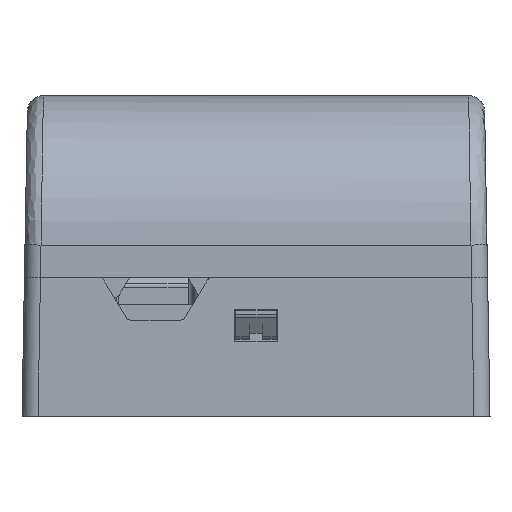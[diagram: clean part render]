
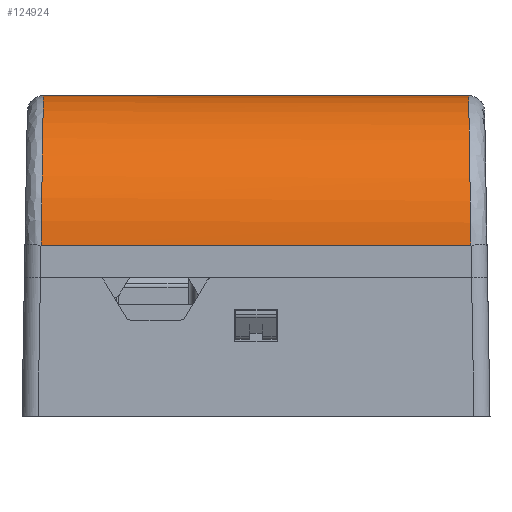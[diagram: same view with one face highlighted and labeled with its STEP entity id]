
A CAD part, left-side view. The second image highlights one B-rep face of the part: STEP entity #124924.
In plain terms, the highlighted cylindrical face has radius 14.222 mm (diameter 28.445 mm), a partial arc.
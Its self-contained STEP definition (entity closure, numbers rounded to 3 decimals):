
#120470=DIRECTION('',(0.,1.,0.));
#120471=VECTOR('',#120470,39.805);
#120472=CARTESIAN_POINT('',(101.9,-0.902,24.5));
#120473=LINE('',#120472,#120471);
#120474=CARTESIAN_POINT('',(101.9,38.902,24.5));
#120475=CARTESIAN_POINT('',(102.595,38.902,
24.5));
#120476=CARTESIAN_POINT('',(103.962,38.904,
24.396));
#120477=CARTESIAN_POINT('',(105.859,38.91,
23.984));
#120478=CARTESIAN_POINT('',(107.716,38.921,
23.307));
#120479=CARTESIAN_POINT('',(109.453,38.935,
22.382));
#120480=CARTESIAN_POINT('',(111.048,38.953,
21.226));
#120481=CARTESIAN_POINT('',(112.467,38.975,
19.865));
#120482=CARTESIAN_POINT('',(113.691,38.999,
18.31));
#120483=CARTESIAN_POINT('',(114.674,39.025,
16.634));
#120484=CARTESIAN_POINT('',(115.454,39.055,
14.753));
#120485=CARTESIAN_POINT('',(115.972,39.087,
12.687));
#120486=CARTESIAN_POINT('',(116.108,39.109,
11.252));
#120487=CARTESIAN_POINT('',(116.12,39.12,
10.526));
#120489=CARTESIAN_POINT('',(116.12,-1.12,
10.526));
#120490=CARTESIAN_POINT('',(116.108,-1.11,
11.22));
#120491=CARTESIAN_POINT('',(115.981,-1.088,
12.585));
#120492=CARTESIAN_POINT('',(115.536,-1.059,
14.473));
#120493=CARTESIAN_POINT('',(114.826,-1.03,
16.319));
#120494=CARTESIAN_POINT('',(113.872,-1.003,
18.039));
#120495=CARTESIAN_POINT('',(112.688,-0.979,
19.615));
#120496=CARTESIAN_POINT('',(111.303,-0.957,
21.009));
#120497=CARTESIAN_POINT('',(109.727,-0.938,
22.206));
#120498=CARTESIAN_POINT('',(108.035,-0.923,
23.159));
#120499=CARTESIAN_POINT('',(106.138,-0.912,
23.908));
#120500=CARTESIAN_POINT('',(104.062,-0.904,
24.389));
#120501=CARTESIAN_POINT('',(102.626,-0.902,
24.5));
#120502=CARTESIAN_POINT('',(101.9,-0.902,24.5));
#120579=DIRECTION('',(0.,1.,0.));
#120580=VECTOR('',#120579,40.241);
#120581=CARTESIAN_POINT('',(116.12,-1.12,
10.526));
#120582=LINE('',#120581,#120580);
#120900=CARTESIAN_POINT('',(101.9,-0.902,24.5));
#120901=CARTESIAN_POINT('',(101.9,38.902,24.5));
#120902=VERTEX_POINT('',#120900);
#120903=VERTEX_POINT('',#120901);
#120904=CARTESIAN_POINT('',(116.12,-1.12,
10.526));
#120905=CARTESIAN_POINT('',(116.12,39.12,
10.526));
#120906=VERTEX_POINT('',#120904);
#120907=VERTEX_POINT('',#120905);
#124911=CARTESIAN_POINT('',(101.9,-2.635,10.278));
#124912=DIRECTION('',(0.,1.,0.));
#124913=DIRECTION('',(-1.,0.,0.));
#124914=AXIS2_PLACEMENT_3D('',#124911,#124912,#124913);
#124915=CYLINDRICAL_SURFACE('',#124914,14.222);
#124916=ORIENTED_EDGE('',*,*,#122099,.T.);
#124918=ORIENTED_EDGE('',*,*,#124917,.T.);
#124920=ORIENTED_EDGE('',*,*,#124919,.F.);
#124921=ORIENTED_EDGE('',*,*,#124905,.T.);
#124922=EDGE_LOOP('',(#124916,#124918,#124920,#124921));
#124923=FACE_OUTER_BOUND('',#124922,.F.);
#124924=ADVANCED_FACE('',(#124923),#124915,.T.);
#120488=B_SPLINE_CURVE_WITH_KNOTS('',3,(#120474,#120475,#120476,#120477,#120478,
#120479,#120480,#120481,#120482,#120483,#120484,#120485,#120486,#120487),
.UNSPECIFIED.,.F.,.F.,(4,1,1,1,1,1,1,1,1,1,1,4),(0.,0.091,
0.182,0.273,0.364,0.455,
0.545,0.636,0.727,0.818,
0.909,1.),.UNSPECIFIED.);
#120503=B_SPLINE_CURVE_WITH_KNOTS('',3,(#120489,#120490,#120491,#120492,#120493,
#120494,#120495,#120496,#120497,#120498,#120499,#120500,#120501,#120502),
.UNSPECIFIED.,.F.,.F.,(4,1,1,1,1,1,1,1,1,1,1,4),(0.,0.091,
0.182,0.273,0.364,0.455,
0.545,0.636,0.727,0.818,
0.909,1.),.UNSPECIFIED.);
#122099=EDGE_CURVE('',#120902,#120903,#120473,.T.);
#124905=EDGE_CURVE('',#120906,#120902,#120503,.T.);
#124917=EDGE_CURVE('',#120903,#120907,#120488,.T.);
#124919=EDGE_CURVE('',#120906,#120907,#120582,.T.);
